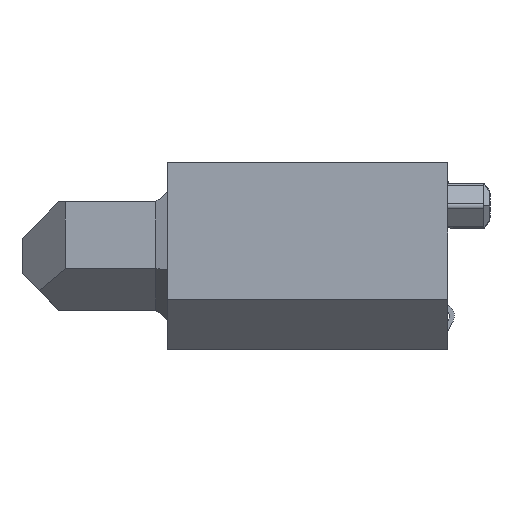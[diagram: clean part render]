
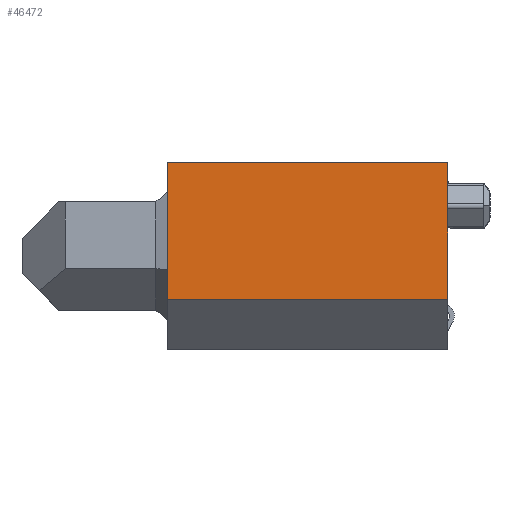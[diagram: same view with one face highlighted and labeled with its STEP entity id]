
A CAD part, left-side view. The second image highlights one B-rep face of the part: STEP entity #46472.
In plain terms, the highlighted planar face has unit normal (-1, 0, 0).
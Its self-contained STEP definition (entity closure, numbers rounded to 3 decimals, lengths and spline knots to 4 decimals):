
#1=DIRECTION('',(0.,-1.,0.));
#2=VECTOR('',#1,8.4);
#3=CARTESIAN_POINT('',(-15.,8.4,-1.3));
#4=LINE('',#3,#2);
#5=DIRECTION('',(0.,0.,1.));
#6=VECTOR('',#5,4.1);
#7=CARTESIAN_POINT('',(-15.,8.4,-1.3));
#8=LINE('',#7,#6);
#9=DIRECTION('',(0.,-1.,0.));
#10=VECTOR('',#9,8.4);
#11=CARTESIAN_POINT('',(-15.,8.4,2.8));
#12=LINE('',#11,#10);
#13=DIRECTION('',(0.,0.,-1.));
#14=VECTOR('',#13,4.1);
#15=CARTESIAN_POINT('',(-15.,0.,2.8));
#16=LINE('',#15,#14);
#35815=CARTESIAN_POINT('',(-15.,8.4,2.8));
#35816=CARTESIAN_POINT('',(-15.,0.,2.8));
#35817=VERTEX_POINT('',#35815);
#35818=VERTEX_POINT('',#35816);
#35827=CARTESIAN_POINT('',(-15.,0.,-1.3));
#35829=VERTEX_POINT('',#35827);
#35833=CARTESIAN_POINT('',(-15.,8.4,-1.3));
#35834=VERTEX_POINT('',#35833);
#46457=CARTESIAN_POINT('',(-15.,0.,0.));
#46458=DIRECTION('',(1.,0.,0.));
#46459=DIRECTION('',(0.,0.,-1.));
#46460=AXIS2_PLACEMENT_3D('',#46457,#46458,#46459);
#46461=PLANE('',#46460);
#46463=ORIENTED_EDGE('',*,*,#46462,.F.);
#46465=ORIENTED_EDGE('',*,*,#46464,.T.);
#46467=ORIENTED_EDGE('',*,*,#46466,.T.);
#46469=ORIENTED_EDGE('',*,*,#46468,.T.);
#46470=EDGE_LOOP('',(#46463,#46465,#46467,#46469));
#46471=FACE_OUTER_BOUND('',#46470,.F.);
#46462=EDGE_CURVE('',#35834,#35829,#4,.T.);
#46464=EDGE_CURVE('',#35834,#35817,#8,.T.);
#46466=EDGE_CURVE('',#35817,#35818,#12,.T.);
#46468=EDGE_CURVE('',#35818,#35829,#16,.T.);
#46472=ADVANCED_FACE('',(#46471),#46461,.F.);
